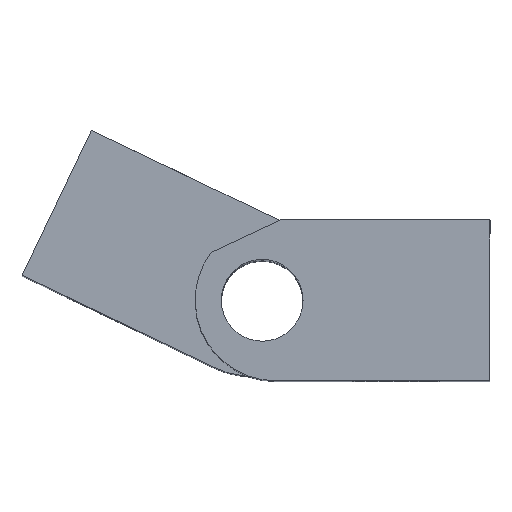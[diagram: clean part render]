
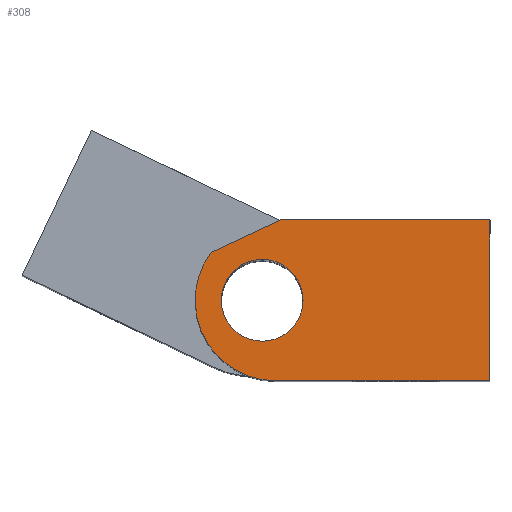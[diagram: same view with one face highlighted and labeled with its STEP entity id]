
A CAD part, top view. The second image highlights one B-rep face of the part: STEP entity #308.
In plain terms, the highlighted face is planar.
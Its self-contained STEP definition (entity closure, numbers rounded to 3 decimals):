
#40=LINE('',#564,#60);
#43=LINE('',#570,#63);
#46=LINE('',#576,#66);
#49=LINE('',#581,#69);
#60=VECTOR('',#475,1000.);
#63=VECTOR('',#480,1000.);
#66=VECTOR('',#485,1000.);
#69=VECTOR('',#490,1000.);
#86=FACE_BOUND('',#130,.T.);
#104=FACE_OUTER_BOUND('',#129,.T.);
#129=EDGE_LOOP('',(#273,#274,#275,#276,#277));
#130=EDGE_LOOP('',(#278));
#139=CIRCLE('',#378,3.05);
#149=CIRCLE('',#393,6.);
#155=VERTEX_POINT('',#524);
#165=VERTEX_POINT('',#554);
#166=VERTEX_POINT('',#555);
#169=VERTEX_POINT('',#563);
#171=VERTEX_POINT('',#569);
#173=VERTEX_POINT('',#575);
#181=EDGE_CURVE('',#155,#155,#139,.T.);
#196=EDGE_CURVE('',#165,#166,#149,.T.);
#200=EDGE_CURVE('',#166,#169,#40,.T.);
#203=EDGE_CURVE('',#169,#171,#43,.T.);
#206=EDGE_CURVE('',#171,#173,#46,.T.);
#209=EDGE_CURVE('',#173,#165,#49,.T.);
#273=ORIENTED_EDGE('',*,*,#196,.F.);
#274=ORIENTED_EDGE('',*,*,#209,.F.);
#275=ORIENTED_EDGE('',*,*,#206,.F.);
#276=ORIENTED_EDGE('',*,*,#203,.F.);
#277=ORIENTED_EDGE('',*,*,#200,.F.);
#278=ORIENTED_EDGE('',*,*,#181,.T.);
#290=PLANE('',#400);
#308=ADVANCED_FACE('',(#104,#86),#290,.F.);
#378=AXIS2_PLACEMENT_3D('',#525,#432,#433);
#393=AXIS2_PLACEMENT_3D('',#556,#467,#468);
#400=AXIS2_PLACEMENT_3D('',#584,#494,#495);
#432=DIRECTION('center_axis',(0.,1.,0.));
#433=DIRECTION('ref_axis',(0.,0.,1.));
#467=DIRECTION('center_axis',(0.,1.,0.));
#468=DIRECTION('ref_axis',(0.,0.,1.));
#475=DIRECTION('',(0.906,0.,0.423));
#480=DIRECTION('',(1.,0.,0.));
#485=DIRECTION('',(0.,0.,-1.));
#490=DIRECTION('',(-1.,0.,0.));
#494=DIRECTION('center_axis',(0.,1.,0.));
#495=DIRECTION('ref_axis',(0.,0.,1.));
#524=CARTESIAN_POINT('',(-14.294,-20.078,36.95));
#525=CARTESIAN_POINT('Origin',(-14.294,-20.078,40.));
#554=CARTESIAN_POINT('',(-13.294,-20.078,34.));
#555=CARTESIAN_POINT('',(-18.113,-20.078,43.575));
#556=CARTESIAN_POINT('Origin',(-13.294,-20.078,40.));
#563=CARTESIAN_POINT('',(-12.913,-20.078,46.));
#564=CARTESIAN_POINT('',(-12.913,-20.078,46.));
#569=CARTESIAN_POINT('',(2.706,-20.078,46.));
#570=CARTESIAN_POINT('',(-12.913,-20.078,46.));
#575=CARTESIAN_POINT('',(2.706,-20.078,34.));
#576=CARTESIAN_POINT('',(2.706,-20.078,34.));
#581=CARTESIAN_POINT('',(-13.294,-20.078,34.));
#584=CARTESIAN_POINT('Origin',(-13.294,-20.078,40.));
